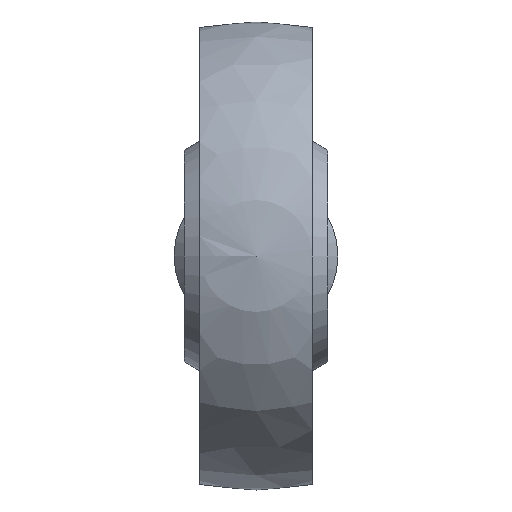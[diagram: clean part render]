
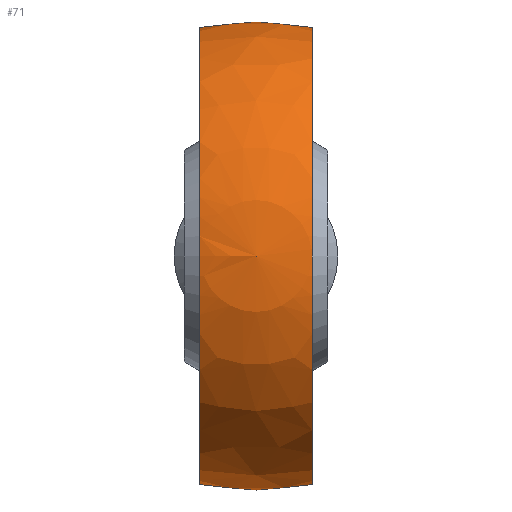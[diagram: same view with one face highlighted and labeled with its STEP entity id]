
A CAD part, left-side view. The second image highlights one B-rep face of the part: STEP entity #71.
In plain terms, the highlighted spherical face has radius 23 mm.
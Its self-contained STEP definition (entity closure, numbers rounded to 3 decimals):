
#71 = ADVANCED_FACE( '', ( #151, #152 ), #153, .T. );
#151 = FACE_BOUND( '', #229, .T. );
#152 = FACE_OUTER_BOUND( '', #230, .T. );
#153 = SPHERICAL_SURFACE( '', #231, 23. );
#229 = VERTEX_LOOP( '', #345 );
#230 = EDGE_LOOP( '', ( #346, #347, #348, #349 ) );
#231 = AXIS2_PLACEMENT_3D( '', #350, #351, #352 );
#345 = VERTEX_POINT( '', #422 );
#346 = ORIENTED_EDGE( '', *, *, #420, .F. );
#347 = ORIENTED_EDGE( '', *, *, #391, .T. );
#348 = ORIENTED_EDGE( '', *, *, #423, .F. );
#349 = ORIENTED_EDGE( '', *, *, #385, .T. );
#350 = CARTESIAN_POINT( '', ( 0., 0., 0. ) );
#351 = DIRECTION( '', ( 1., 0., 0. ) );
#352 = DIRECTION( '', ( 0., 1., 0. ) );
#385 = EDGE_CURVE( '', #431, #436, #438, .F. );
#391 = EDGE_CURVE( '', #442, #447, #449, .F. );
#420 = EDGE_CURVE( '', #442, #436, #490, .T. );
#422 = CARTESIAN_POINT( '', ( -23., 0., 0. ) );
#423 = EDGE_CURVE( '', #431, #447, #492, .T. );
#431 = VERTEX_POINT( '', #500 );
#436 = VERTEX_POINT( '', #513 );
#438 = CIRCLE( '', #522, 22.333 );
#442 = VERTEX_POINT( '', #526 );
#447 = VERTEX_POINT( '', #539 );
#449 = CIRCLE( '', #548, 22.333 );
#490 = CIRCLE( '', #589, 15.55 );
#492 = CIRCLE( '', #591, 15.55 );
#500 = CARTESIAN_POINT( '', ( 16.947, 5.5, 14.544 ) );
#513 = CARTESIAN_POINT( '', ( 16.947, 5.5, -14.544 ) );
#522 = AXIS2_PLACEMENT_3D( '', #600, #601, #602 );
#526 = CARTESIAN_POINT( '', ( 16.947, -5.5, -14.544 ) );
#539 = CARTESIAN_POINT( '', ( 16.947, -5.5, 14.544 ) );
#548 = AXIS2_PLACEMENT_3D( '', #607, #608, #609 );
#589 = AXIS2_PLACEMENT_3D( '', #658, #659, #660 );
#591 = AXIS2_PLACEMENT_3D( '', #661, #662, #663 );
#600 = CARTESIAN_POINT( '', ( 0., 5.5, 0. ) );
#601 = DIRECTION( '', ( 0., 1., 0. ) );
#602 = DIRECTION( '', ( 0., 0., 1. ) );
#607 = CARTESIAN_POINT( '', ( 0., -5.5, 0. ) );
#608 = DIRECTION( '', ( 0., -1., 0. ) );
#609 = DIRECTION( '', ( 0., 0., -1. ) );
#658 = CARTESIAN_POINT( '', ( 16.947, 0., 0. ) );
#659 = DIRECTION( '', ( 1., 0., 0. ) );
#660 = DIRECTION( '', ( 0., 0., -1. ) );
#661 = CARTESIAN_POINT( '', ( 16.947, 0., 0. ) );
#662 = DIRECTION( '', ( 1., 0., 0. ) );
#663 = DIRECTION( '', ( 0., 0., -1. ) );
